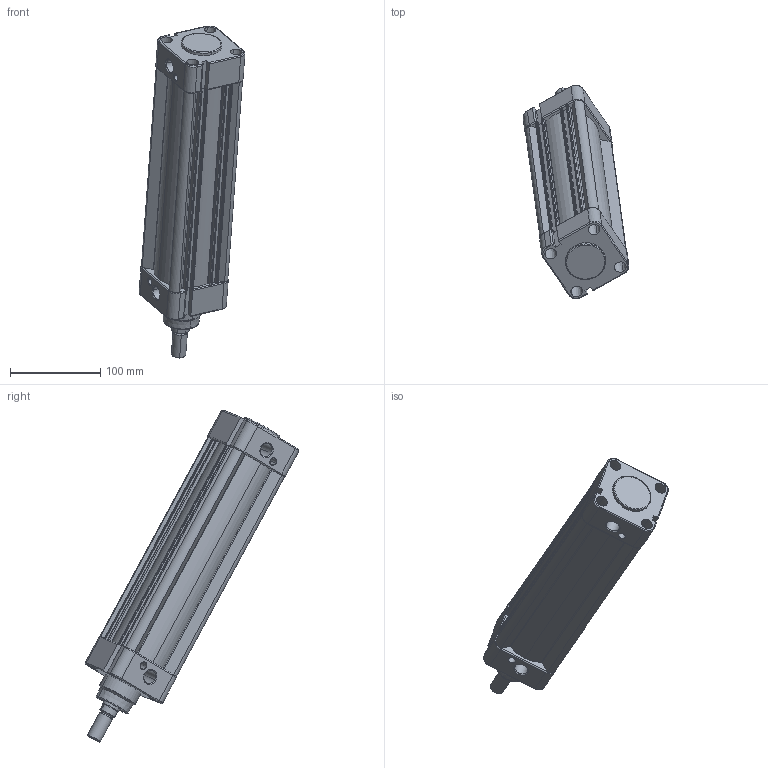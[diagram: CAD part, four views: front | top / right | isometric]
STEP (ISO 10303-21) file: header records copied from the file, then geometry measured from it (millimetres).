
FILE_DESCRIPTION (( 'STEP AP214' ), '1' );
FILE_NAME ('DMCA063-0200.STEP', '2020-08-27T07:10:52', ( '' ), ( '' ), 'SwSTEP 2.0', 'SolidWorks 2020', '' );
FILE_SCHEMA (( 'AUTOMOTIVE_DESIGN' ));
Length unit declared in the file: millimetre
Products named in the file (1): DMCA063-0200
Bounding box: 117.48 x 237.38 x 368.41 mm (x, y, z)
Surface area: 287250.6 mm2 (no closed solid volume)
Topology: 0 solids, 6 shells, 670 faces, 1657 edges, 980 vertices
Faces by surface type: cylinder 257, bspline 180, plane 157, cone 70, torus 6
Entity records: 30884 total; most frequent: CARTESIAN_POINT 8503, ORIENTED_EDGE 3224, DIRECTION 3105, EDGE_CURVE 1615, AXIS2_PLACEMENT_3D 1227, VERTEX_POINT 980, CIRCLE 736, EDGE_LOOP 735
